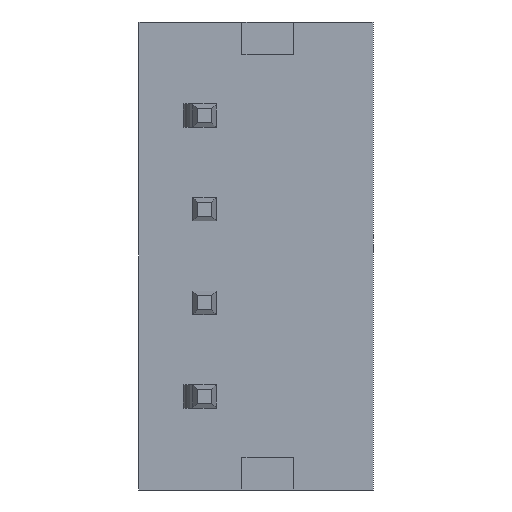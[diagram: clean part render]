
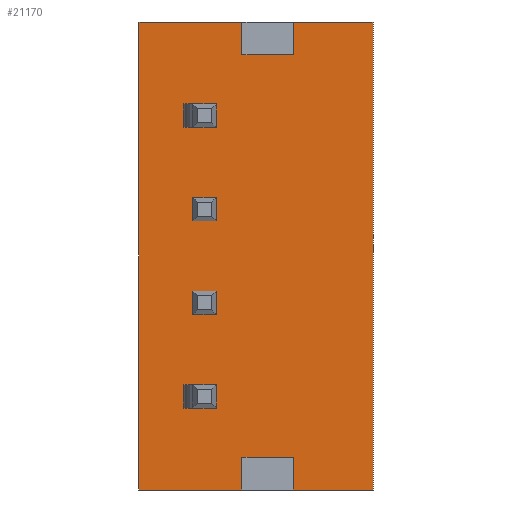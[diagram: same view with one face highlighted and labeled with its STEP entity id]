
A CAD part, front view. The second image highlights one B-rep face of the part: STEP entity #21170.
In plain terms, the highlighted face is planar.
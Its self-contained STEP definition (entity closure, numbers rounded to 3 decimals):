
#5060=CARTESIAN_POINT('',(7.484,1.052,
4.447));
#5070=VERTEX_POINT('',#5060);
#5100=CARTESIAN_POINT('',(7.484,1.052,
4.447));
#5110=DIRECTION('',(1.,0.,0.));
#5120=VECTOR('',#5110,1.);
#5130=LINE('',#5100,#5120);
#5140=CARTESIAN_POINT('',(9.184,1.052,
4.447));
#5150=VERTEX_POINT('',#5140);
#5160=EDGE_CURVE('',#5070,#5150,#5130,.T.);
#5380=CARTESIAN_POINT('',(10.284,1.052,
4.447));
#5390=VERTEX_POINT('',#5380);
#5420=CARTESIAN_POINT('',(12.484,1.052,
4.447));
#5430=VERTEX_POINT('',#5420);
#5440=EDGE_CURVE('',#5390,#5430,#5130,.T.);
#8220=CARTESIAN_POINT('',(10.834,1.052,
-3.803));
#8230=VERTEX_POINT('',#8220);
#8340=CARTESIAN_POINT('',(10.834,1.052,
-3.303));
#8350=VERTEX_POINT('',#8340);
#8380=CARTESIAN_POINT('',(10.834,1.052,
-7.553));
#8390=DIRECTION('',(0.,0.,1.));
#8400=VECTOR('',#8390,1.);
#8410=LINE('',#8380,#8400);
#8420=EDGE_CURVE('',#8230,#8350,#8410,.T.);
#8520=CARTESIAN_POINT('',(11.334,1.052,
-3.803));
#8530=VERTEX_POINT('',#8520);
#8690=CARTESIAN_POINT('',(7.484,1.052,
-3.803));
#8700=DIRECTION('',(-1.,0.,0.));
#8710=VECTOR('',#8700,1.);
#8720=LINE('',#8690,#8710);
#8730=EDGE_CURVE('',#8530,#8230,#8720,.T.);
#8790=CARTESIAN_POINT('',(11.334,1.052,
-7.553));
#8800=DIRECTION('',(0.,0.,-1.));
#8810=VECTOR('',#8800,1.);
#8820=LINE('',#8790,#8810);
#8830=CARTESIAN_POINT('',(11.334,1.052,
-3.303));
#8840=VERTEX_POINT('',#8830);
#8850=EDGE_CURVE('',#8840,#8530,#8820,.T.);
#9050=CARTESIAN_POINT('',(7.484,1.052,
-3.303));
#9060=DIRECTION('',(1.,0.,0.));
#9070=VECTOR('',#9060,1.);
#9080=LINE('',#9050,#9070);
#9090=EDGE_CURVE('',#8350,#8840,#9080,.T.);
#10570=CARTESIAN_POINT('',(12.484,1.052,
-5.553));
#10580=VERTEX_POINT('',#10570);
#10840=CARTESIAN_POINT('',(12.484,1.052,
-7.553));
#10850=DIRECTION('',(0.,0.,-1.));
#10860=VECTOR('',#10850,1.);
#10870=LINE('',#10840,#10860);
#10880=EDGE_CURVE('',#5430,#10580,#10870,.T.);
#11210=CARTESIAN_POINT('',(11.334,1.052,
2.697));
#11220=VERTEX_POINT('',#11210);
#11250=CARTESIAN_POINT('',(7.484,1.052,
2.697));
#11260=DIRECTION('',(-1.,0.,0.));
#11270=VECTOR('',#11260,1.);
#11280=LINE('',#11250,#11270);
#11290=CARTESIAN_POINT('',(10.834,1.052,
2.697));
#11300=VERTEX_POINT('',#11290);
#11310=EDGE_CURVE('',#11220,#11300,#11280,.T.);
#12530=CARTESIAN_POINT('',(9.184,1.052,
-9.553));
#12540=DIRECTION('',(0.,0.,-1.));
#12550=VECTOR('',#12540,1.);
#12560=LINE('',#12530,#12550);
#12570=CARTESIAN_POINT('',(9.184,1.052,
3.747));
#12580=VERTEX_POINT('',#12570);
#12590=EDGE_CURVE('',#5150,#12580,#12560,.T.);
#15270=CARTESIAN_POINT('',(9.184,1.052,
-4.853));
#15280=VERTEX_POINT('',#15270);
#15310=CARTESIAN_POINT('',(9.184,1.052,
8.447));
#15320=DIRECTION('',(0.,0.,1.));
#15330=VECTOR('',#15320,1.);
#15340=LINE('',#15310,#15330);
#15350=CARTESIAN_POINT('',(9.184,1.052,
-5.553));
#15360=VERTEX_POINT('',#15350);
#15370=EDGE_CURVE('',#15360,#15280,#15340,.T.);
#16810=CARTESIAN_POINT('',(11.334,1.052,
2.197));
#16820=VERTEX_POINT('',#16810);
#16870=CARTESIAN_POINT('',(11.334,1.052,
-7.553));
#16880=DIRECTION('',(0.,0.,1.));
#16890=VECTOR('',#16880,1.);
#16900=LINE('',#16870,#16890);
#16910=EDGE_CURVE('',#16820,#11220,#16900,.T.);
#19670=CARTESIAN_POINT('',(12.484,1.052,
8.447));
#19680=DIRECTION('',(0.,1.,-0.));
#19690=DIRECTION('',(-1.,0.,0.));
#19700=AXIS2_PLACEMENT_3D('',#19670,#19680,#19690);
#19710=PLANE('',#19700);
#19720=CARTESIAN_POINT('',(11.334,1.052,
-7.553));
#19730=DIRECTION('',(0.,0.,1.));
#19740=VECTOR('',#19730,1.);
#19750=LINE('',#19720,#19740);
#19760=CARTESIAN_POINT('',(11.334,1.052,
-1.803));
#19770=VERTEX_POINT('',#19760);
#19780=CARTESIAN_POINT('',(11.334,1.052,
-1.303));
#19790=VERTEX_POINT('',#19780);
#19800=EDGE_CURVE('',#19770,#19790,#19750,.T.);
#19810=ORIENTED_EDGE('',*,*,#19800,.T.);
#19820=CARTESIAN_POINT('',(7.484,1.052,
-1.803));
#19830=DIRECTION('',(1.,0.,0.));
#19840=VECTOR('',#19830,1.);
#19850=LINE('',#19820,#19840);
#19860=CARTESIAN_POINT('',(10.834,1.052,
-1.803));
#19870=VERTEX_POINT('',#19860);
#19880=EDGE_CURVE('',#19870,#19770,#19850,.T.);
#19890=ORIENTED_EDGE('',*,*,#19880,.T.);
#19900=CARTESIAN_POINT('',(10.834,1.052,
-7.553));
#19910=DIRECTION('',(0.,0.,-1.));
#19920=VECTOR('',#19910,1.);
#19930=LINE('',#19900,#19920);
#19940=CARTESIAN_POINT('',(10.834,1.052,
-1.303));
#19950=VERTEX_POINT('',#19940);
#19960=EDGE_CURVE('',#19950,#19870,#19930,.T.);
#19970=ORIENTED_EDGE('',*,*,#19960,.T.);
#19980=CARTESIAN_POINT('',(7.484,1.052,
-1.303));
#19990=DIRECTION('',(-1.,0.,0.));
#20000=VECTOR('',#19990,1.);
#20010=LINE('',#19980,#20000);
#20020=EDGE_CURVE('',#19790,#19950,#20010,.T.);
#20030=ORIENTED_EDGE('',*,*,#20020,.T.);
#20040=EDGE_LOOP('',(#20030,#19970,#19890,#19810));
#20050=FACE_BOUND('',#20040,.T.);
#20060=ORIENTED_EDGE('',*,*,#16910,.T.);
#20070=CARTESIAN_POINT('',(7.484,1.052,
2.197));
#20080=DIRECTION('',(1.,0.,0.));
#20090=VECTOR('',#20080,1.);
#20100=LINE('',#20070,#20090);
#20110=CARTESIAN_POINT('',(10.834,1.052,
2.197));
#20120=VERTEX_POINT('',#20110);
#20130=EDGE_CURVE('',#20120,#16820,#20100,.T.);
#20140=ORIENTED_EDGE('',*,*,#20130,.T.);
#20150=CARTESIAN_POINT('',(10.834,1.052,
-7.553));
#20160=DIRECTION('',(0.,0.,-1.));
#20170=VECTOR('',#20160,1.);
#20180=LINE('',#20150,#20170);
#20190=EDGE_CURVE('',#11300,#20120,#20180,.T.);
#20200=ORIENTED_EDGE('',*,*,#20190,.T.);
#20210=ORIENTED_EDGE('',*,*,#11310,.T.);
#20220=EDGE_LOOP('',(#20210,#20200,#20140,#20060));
#20230=FACE_BOUND('',#20220,.T.);
#20240=CARTESIAN_POINT('',(7.484,1.052,
0.197));
#20250=DIRECTION('',(-1.,0.,0.));
#20260=VECTOR('',#20250,1.);
#20270=LINE('',#20240,#20260);
#20280=CARTESIAN_POINT('',(11.334,1.052,
0.197));
#20290=VERTEX_POINT('',#20280);
#20300=CARTESIAN_POINT('',(10.834,1.052,
0.197));
#20310=VERTEX_POINT('',#20300);
#20320=EDGE_CURVE('',#20290,#20310,#20270,.T.);
#20330=ORIENTED_EDGE('',*,*,#20320,.F.);
#20340=CARTESIAN_POINT('',(10.834,1.052,
-7.553));
#20350=DIRECTION('',(0.,0.,1.));
#20360=VECTOR('',#20350,1.);
#20370=LINE('',#20340,#20360);
#20380=CARTESIAN_POINT('',(10.834,1.052,
0.697));
#20390=VERTEX_POINT('',#20380);
#20400=EDGE_CURVE('',#20310,#20390,#20370,.T.);
#20410=ORIENTED_EDGE('',*,*,#20400,.F.);
#20420=CARTESIAN_POINT('',(7.484,1.052,
0.697));
#20430=DIRECTION('',(1.,0.,0.));
#20440=VECTOR('',#20430,1.);
#20450=LINE('',#20420,#20440);
#20460=CARTESIAN_POINT('',(11.334,1.052,
0.697));
#20470=VERTEX_POINT('',#20460);
#20480=EDGE_CURVE('',#20390,#20470,#20450,.T.);
#20490=ORIENTED_EDGE('',*,*,#20480,.F.);
#20500=CARTESIAN_POINT('',(11.334,1.052,
-7.553));
#20510=DIRECTION('',(0.,0.,-1.));
#20520=VECTOR('',#20510,1.);
#20530=LINE('',#20500,#20520);
#20540=EDGE_CURVE('',#20470,#20290,#20530,.T.);
#20550=ORIENTED_EDGE('',*,*,#20540,.F.);
#20560=EDGE_LOOP('',(#20550,#20490,#20410,#20330));
#20570=FACE_BOUND('',#20560,.T.);
#20580=ORIENTED_EDGE('',*,*,#9090,.F.);
#20590=ORIENTED_EDGE('',*,*,#8850,.F.);
#20600=ORIENTED_EDGE('',*,*,#8730,.F.);
#20610=ORIENTED_EDGE('',*,*,#8420,.F.);
#20620=EDGE_LOOP('',(#20610,#20600,#20590,#20580));
#20630=FACE_BOUND('',#20620,.T.);
#20640=ORIENTED_EDGE('',*,*,#5440,.T.);
#20650=CARTESIAN_POINT('',(10.284,1.052,
-9.553));
#20660=DIRECTION('',(0.,0.,1.));
#20670=VECTOR('',#20660,1.);
#20680=LINE('',#20650,#20670);
#20690=CARTESIAN_POINT('',(10.284,1.052,
3.747));
#20700=VERTEX_POINT('',#20690);
#20710=EDGE_CURVE('',#20700,#5390,#20680,.T.);
#20720=ORIENTED_EDGE('',*,*,#20710,.T.);
#20730=CARTESIAN_POINT('',(7.484,1.052,
3.747));
#20740=DIRECTION('',(1.,0.,0.));
#20750=VECTOR('',#20740,1.);
#20760=LINE('',#20730,#20750);
#20770=EDGE_CURVE('',#12580,#20700,#20760,.T.);
#20780=ORIENTED_EDGE('',*,*,#20770,.T.);
#20790=ORIENTED_EDGE('',*,*,#12590,.T.);
#20800=ORIENTED_EDGE('',*,*,#5160,.T.);
#20810=CARTESIAN_POINT('',(7.484,1.052,
8.447));
#20820=DIRECTION('',(0.,0.,-1.));
#20830=VECTOR('',#20820,1.);
#20840=LINE('',#20810,#20830);
#20850=CARTESIAN_POINT('',(7.484,1.052,
-5.553));
#20860=VERTEX_POINT('',#20850);
#20870=EDGE_CURVE('',#5070,#20860,#20840,.T.);
#20880=ORIENTED_EDGE('',*,*,#20870,.F.);
#20890=CARTESIAN_POINT('',(7.484,1.052,
-5.553));
#20900=DIRECTION('',(1.,0.,0.));
#20910=VECTOR('',#20900,1.);
#20920=LINE('',#20890,#20910);
#20930=EDGE_CURVE('',#20860,#15360,#20920,.T.);
#20940=ORIENTED_EDGE('',*,*,#20930,.F.);
#20950=ORIENTED_EDGE('',*,*,#15370,.F.);
#20960=CARTESIAN_POINT('',(7.484,1.052,
-4.853));
#20970=DIRECTION('',(1.,0.,0.));
#20980=VECTOR('',#20970,1.);
#20990=LINE('',#20960,#20980);
#21000=CARTESIAN_POINT('',(10.284,1.052,
-4.853));
#21010=VERTEX_POINT('',#21000);
#21020=EDGE_CURVE('',#15280,#21010,#20990,.T.);
#21030=ORIENTED_EDGE('',*,*,#21020,.F.);
#21040=CARTESIAN_POINT('',(10.284,1.052,
8.447));
#21050=DIRECTION('',(0.,0.,-1.));
#21060=VECTOR('',#21050,1.);
#21070=LINE('',#21040,#21060);
#21080=CARTESIAN_POINT('',(10.284,1.052,
-5.553));
#21090=VERTEX_POINT('',#21080);
#21100=EDGE_CURVE('',#21010,#21090,#21070,.T.);
#21110=ORIENTED_EDGE('',*,*,#21100,.F.);
#21120=EDGE_CURVE('',#21090,#10580,#20920,.T.);
#21130=ORIENTED_EDGE('',*,*,#21120,.F.);
#21140=ORIENTED_EDGE('',*,*,#10880,.T.);
#21150=EDGE_LOOP('',(#21140,#21130,#21110,#21030,#20950,#20940,#20880,
#20800,#20790,#20780,#20720,#20640));
#21160=FACE_OUTER_BOUND('',#21150,.T.);
#21170=ADVANCED_FACE('',(#20050,#20230,#20570,#20630,#21160),#19710,.T.)
;
